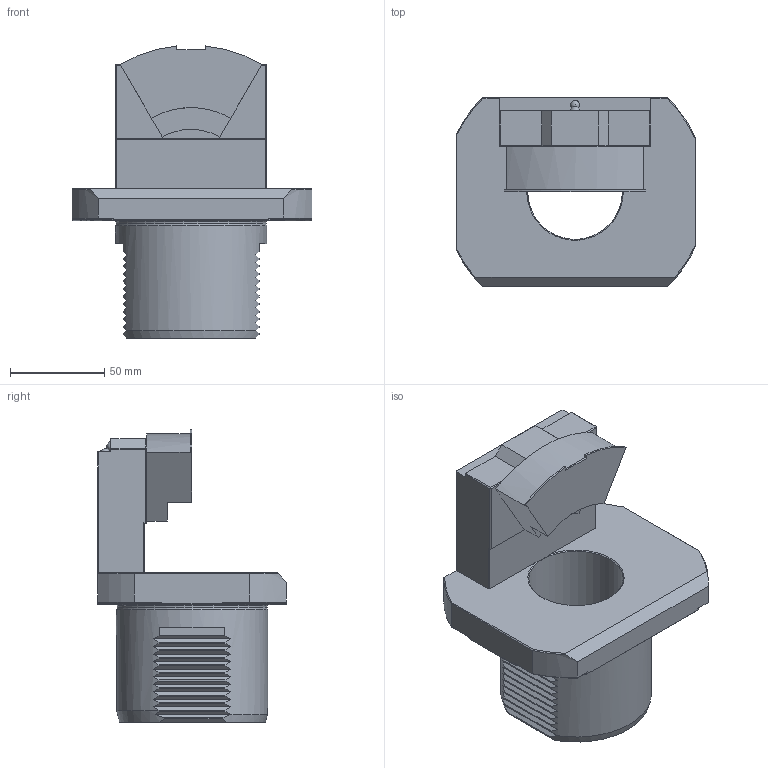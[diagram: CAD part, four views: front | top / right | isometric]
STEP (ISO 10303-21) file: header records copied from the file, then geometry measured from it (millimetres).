
FILE_DESCRIPTION(/* description */ (''),/* implementation_level */ '2;1');
FILE_NAME(/* name */ '10000977216nxv000_01_214.stp',/* time_stamp */ '2021-12-14T11:19:10+01:00',/* author */ (''),/* organization */ (''),/* preprocessor_version */ 'ST-DEVELOPER v16.7',/* originating_system */ 'SIEMENS PLM Software NX 12.0',/* authorisation */ '');
FILE_SCHEMA (('AUTOMOTIVE_DESIGN { 1 0 10303 214 3 1 1 1 }'));
Length unit declared in the file: millimetre
Products named in the file (1): 10000977216nxv000_01
Bounding box: 127 x 100 x 154.62 mm (x, y, z)
Volume: 534722.8 mm3; surface area: 75174.8 mm2
Topology: 1 solids, 1 shells, 183 faces, 527 edges, 347 vertices
Faces by surface type: plane 144, cone 18, cylinder 17, torus 2, sphere 2
Full cylindrical faces by diameter (mm): 6 x1, 50 x1, 79.4 x1, 80 x1
Entity records: 6588 total; most frequent: CARTESIAN_POINT 2819, ORIENTED_EDGE 1026, EDGE_CURVE 513, B_SPLINE_CURVE_WITH_KNOTS 512, DIRECTION 370, VERTEX_POINT 344, EDGE_LOOP 197, AXIS2_PLACEMENT_3D 185
